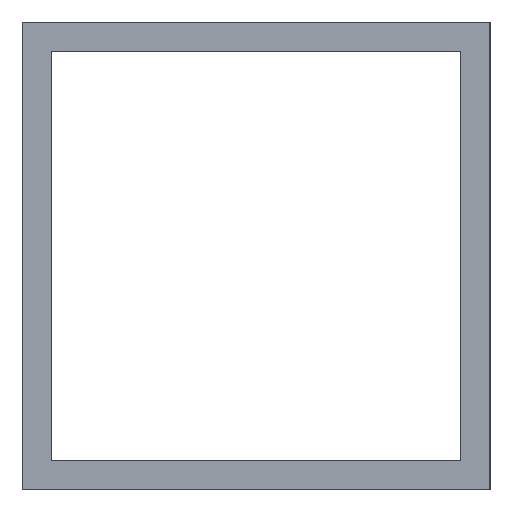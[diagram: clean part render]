
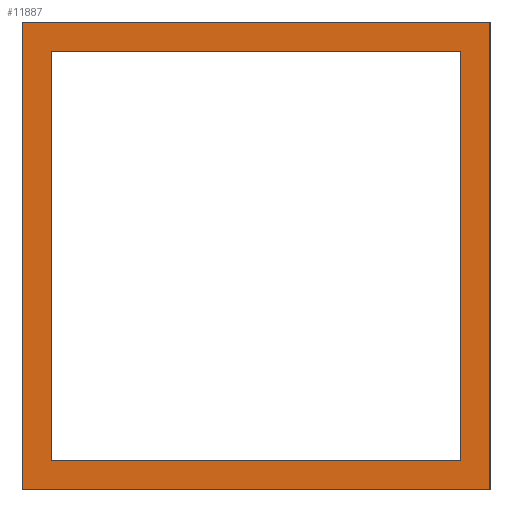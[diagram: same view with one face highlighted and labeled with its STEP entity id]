
A CAD part, left-side view. The second image highlights one B-rep face of the part: STEP entity #11887.
In plain terms, the highlighted planar face has unit normal (-1, 0, 0).
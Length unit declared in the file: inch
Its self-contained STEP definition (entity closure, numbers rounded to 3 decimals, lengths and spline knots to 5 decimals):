
#228 = LINE ( 'NONE', #26005, #22136 ) ;
#379 = ORIENTED_EDGE ( 'NONE', *, *, #11614, .F. ) ;
#433 = CARTESIAN_POINT ( 'NONE',  ( -23.5, 0., 0. ) ) ;
#500 = EDGE_LOOP ( 'NONE', ( #16268, #24349, #4367, #15249 ) ) ;
#627 = CARTESIAN_POINT ( 'NONE',  ( -23.5, 0.4375, 0. ) ) ;
#1890 = DIRECTION ( 'NONE',  ( 0., -1., 0. ) ) ;
#1957 = VECTOR ( 'NONE', #26365, 39.37008 ) ;
#2386 = VECTOR ( 'NONE', #26743, 39.37008 ) ;
#2434 = VECTOR ( 'NONE', #11684, 39.37008 ) ;
#2850 = CARTESIAN_POINT ( 'NONE',  ( -23.5, -0.5, -0.5 ) ) ;
#4367 = ORIENTED_EDGE ( 'NONE', *, *, #18715, .T. ) ;
#4647 = DIRECTION ( 'NONE',  ( 0., 0., -1. ) ) ;
#5086 = VECTOR ( 'NONE', #9219, 39.37008 ) ;
#5213 = DIRECTION ( 'NONE',  ( 1., 0., 0. ) ) ;
#5216 = VERTEX_POINT ( 'NONE', #24330 ) ;
#5972 = CARTESIAN_POINT ( 'NONE',  ( -23.5, -0.5, 0.5 ) ) ;
#6171 = LINE ( 'NONE', #20788, #17388 ) ;
#7736 = CARTESIAN_POINT ( 'NONE',  ( -23.5, -0.4375, 0. ) ) ;
#7968 = LINE ( 'NONE', #9562, #2386 ) ;
#8044 = LINE ( 'NONE', #25766, #11146 ) ;
#8073 = EDGE_CURVE ( 'NONE', #23577, #8169, #12296, .T. ) ;
#8127 = VERTEX_POINT ( 'NONE', #27803 ) ;
#8169 = VERTEX_POINT ( 'NONE', #5972 ) ;
#8721 = AXIS2_PLACEMENT_3D ( 'NONE', #433, #5213, #4647 ) ;
#9219 = DIRECTION ( 'NONE',  ( 0., 0., 1. ) ) ;
#9562 = CARTESIAN_POINT ( 'NONE',  ( -23.5, 0., -0.4375 ) ) ;
#9862 = EDGE_LOOP ( 'NONE', ( #379, #20607, #14478, #22720 ) ) ;
#10135 = CARTESIAN_POINT ( 'NONE',  ( -23.5, -0.4375, 0.4375 ) ) ;
#10784 = EDGE_CURVE ( 'NONE', #5216, #21056, #7968, .T. ) ;
#11146 = VECTOR ( 'NONE', #13378, 39.37008 ) ;
#11169 = EDGE_CURVE ( 'NONE', #21056, #25570, #22570, .T. ) ;
#11540 = FACE_BOUND ( 'NONE', #500, .T. ) ;
#11614 = EDGE_CURVE ( 'NONE', #18402, #8127, #22115, .T. ) ;
#11684 = DIRECTION ( 'NONE',  ( 0., 0., -1. ) ) ;
#11887 = ADVANCED_FACE ( 'NONE', ( #16049, #11540 ), #19968, .F. ) ;
#12096 = LINE ( 'NONE', #7736, #2434 ) ;
#12296 = LINE ( 'NONE', #21165, #13430 ) ;
#12840 = CARTESIAN_POINT ( 'NONE',  ( -23.5, 0.4375, -0.4375 ) ) ;
#13378 = DIRECTION ( 'NONE',  ( 0., 0., -1. ) ) ;
#13430 = VECTOR ( 'NONE', #1890, 39.37008 ) ;
#14478 = ORIENTED_EDGE ( 'NONE', *, *, #8073, .F. ) ;
#15249 = ORIENTED_EDGE ( 'NONE', *, *, #15717, .T. ) ;
#15717 = EDGE_CURVE ( 'NONE', #26512, #5216, #12096, .T. ) ;
#16049 = FACE_OUTER_BOUND ( 'NONE', #9862, .T. ) ;
#16268 = ORIENTED_EDGE ( 'NONE', *, *, #10784, .T. ) ;
#17187 = CARTESIAN_POINT ( 'NONE',  ( -23.5, 0.4375, 0.4375 ) ) ;
#17388 = VECTOR ( 'NONE', #25168, 39.37008 ) ;
#18402 = VERTEX_POINT ( 'NONE', #23534 ) ;
#18715 = EDGE_CURVE ( 'NONE', #25570, #26512, #6171, .T. ) ;
#19968 = PLANE ( 'NONE',  #8721 ) ;
#20607 = ORIENTED_EDGE ( 'NONE', *, *, #22436, .F. ) ;
#20788 = CARTESIAN_POINT ( 'NONE',  ( -23.5, 0., 0.4375 ) ) ;
#21056 = VERTEX_POINT ( 'NONE', #12840 ) ;
#21165 = CARTESIAN_POINT ( 'NONE',  ( -23.5, -0.5, 0.5 ) ) ;
#22115 = LINE ( 'NONE', #2850, #1957 ) ;
#22136 = VECTOR ( 'NONE', #26130, 39.37008 ) ;
#22436 = EDGE_CURVE ( 'NONE', #8169, #18402, #8044, .T. ) ;
#22570 = LINE ( 'NONE', #627, #5086 ) ;
#22720 = ORIENTED_EDGE ( 'NONE', *, *, #24717, .F. ) ;
#23534 = CARTESIAN_POINT ( 'NONE',  ( -23.5, -0.5, -0.5 ) ) ;
#23577 = VERTEX_POINT ( 'NONE', #26419 ) ;
#24330 = CARTESIAN_POINT ( 'NONE',  ( -23.5, -0.4375, -0.4375 ) ) ;
#24349 = ORIENTED_EDGE ( 'NONE', *, *, #11169, .T. ) ;
#24717 = EDGE_CURVE ( 'NONE', #8127, #23577, #228, .T. ) ;
#25168 = DIRECTION ( 'NONE',  ( 0., -1., 0. ) ) ;
#25570 = VERTEX_POINT ( 'NONE', #17187 ) ;
#25766 = CARTESIAN_POINT ( 'NONE',  ( -23.5, -0.5, 0.5 ) ) ;
#26005 = CARTESIAN_POINT ( 'NONE',  ( -23.5, 0.5, 0.5 ) ) ;
#26130 = DIRECTION ( 'NONE',  ( 0., 0., 1. ) ) ;
#26365 = DIRECTION ( 'NONE',  ( 0., 1., 0. ) ) ;
#26419 = CARTESIAN_POINT ( 'NONE',  ( -23.5, 0.5, 0.5 ) ) ;
#26512 = VERTEX_POINT ( 'NONE', #10135 ) ;
#26743 = DIRECTION ( 'NONE',  ( 0., 1., 0. ) ) ;
#27803 = CARTESIAN_POINT ( 'NONE',  ( -23.5, 0.5, -0.5 ) ) ;
